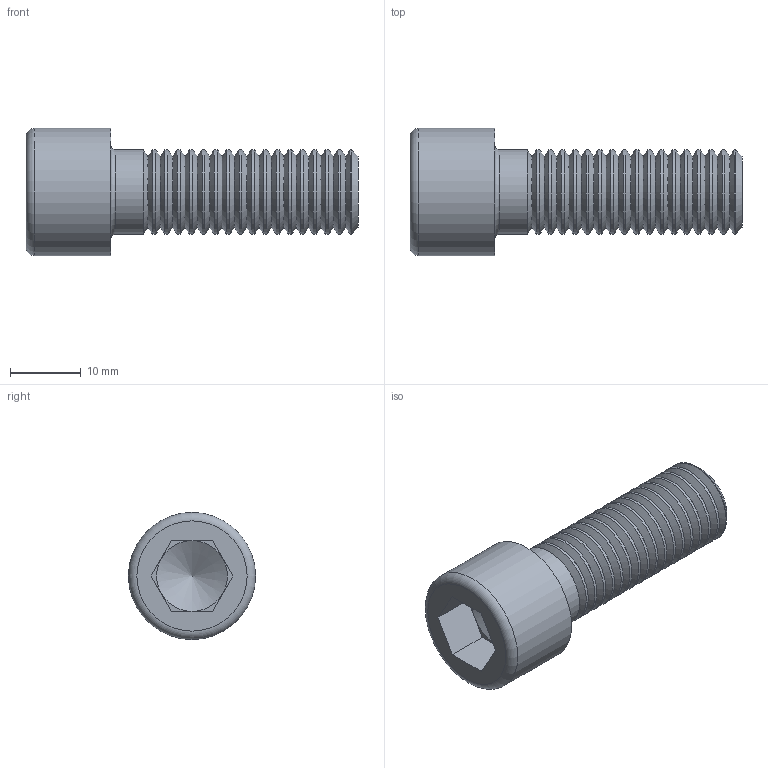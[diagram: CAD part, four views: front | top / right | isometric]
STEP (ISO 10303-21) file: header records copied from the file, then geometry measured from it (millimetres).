
FILE_DESCRIPTION (( 'STEP AP203' ), '1' );
FILE_NAME ('Âèíò ñ âíóòðåííèì øåñòèãðàííèêîì DIN912 Ì12õ35 (ïîëíàÿ ðåçüáà).STEP', '2024-03-25T07:19:22', ( '' ), ( '' ), 'SwSTEP 2.0', 'SolidWorks 2021', '' );
FILE_SCHEMA (( 'CONFIG_CONTROL_DESIGN' ));
Length unit declared in the file: millimetre
Products named in the file (1): Âèíò ñ âíóòðåííèì øåñòèãðàííèêîì DIN912 Ì12õ35 (ïîëíàÿ ðåçüáà)
Bounding box: 47 x 18 x 18 mm (x, y, z)
Volume: 5988.4 mm3; surface area: 3187.8 mm2
Topology: 1 solids, 1 shells, 72 faces, 148 edges, 79 vertices
Faces by surface type: cone 36, cylinder 19, plane 15, torus 2
Full cylindrical faces by diameter (mm): 12 x18, 18 x1
Entity records: 1609 total; most frequent: DIRECTION 298, CARTESIAN_POINT 237, ORIENTED_EDGE 176, AXIS2_PLACEMENT_3D 137, EDGE_LOOP 130, FACE_OUTER_BOUND 93, EDGE_CURVE 88, VERTEX_POINT 76
